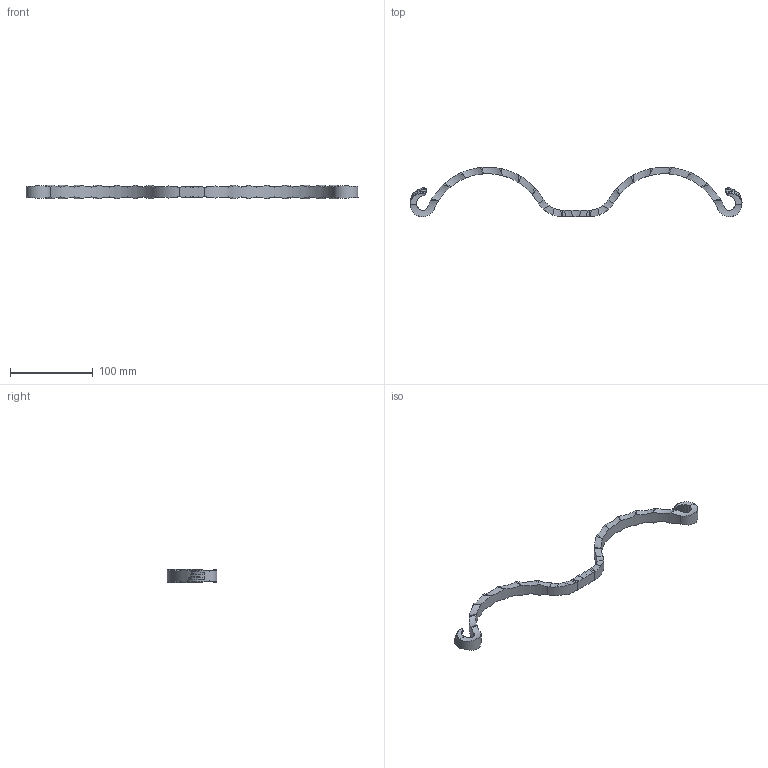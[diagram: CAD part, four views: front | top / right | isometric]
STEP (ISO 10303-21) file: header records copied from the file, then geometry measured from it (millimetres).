
FILE_DESCRIPTION (( 'STEP AP203' ), '1' );
FILE_NAME ('4572.STEP', '2015-10-08T08:24:22', ( '' ), ( '' ), 'SwSTEP 2.0', 'SolidWorks 2015', '' );
FILE_SCHEMA (( 'CONFIG_CONTROL_DESIGN' ));
Length unit declared in the file: millimetre
Products named in the file (1): 4572
Bounding box: 400.38 x 60 x 16 mm (x, y, z)
Volume: 54333.9 mm3; surface area: 22691.9 mm2
Topology: 1 solids, 1 shells, 293 faces, 817 edges, 542 vertices
Faces by surface type: plane 133, bspline 86, cylinder 74
Entity records: 15964 total; most frequent: CARTESIAN_POINT 9357, ORIENTED_EDGE 1634, DIRECTION 919, EDGE_CURVE 817, VERTEX_POINT 542, LINE 411, VECTOR 411, EDGE_LOOP 309
